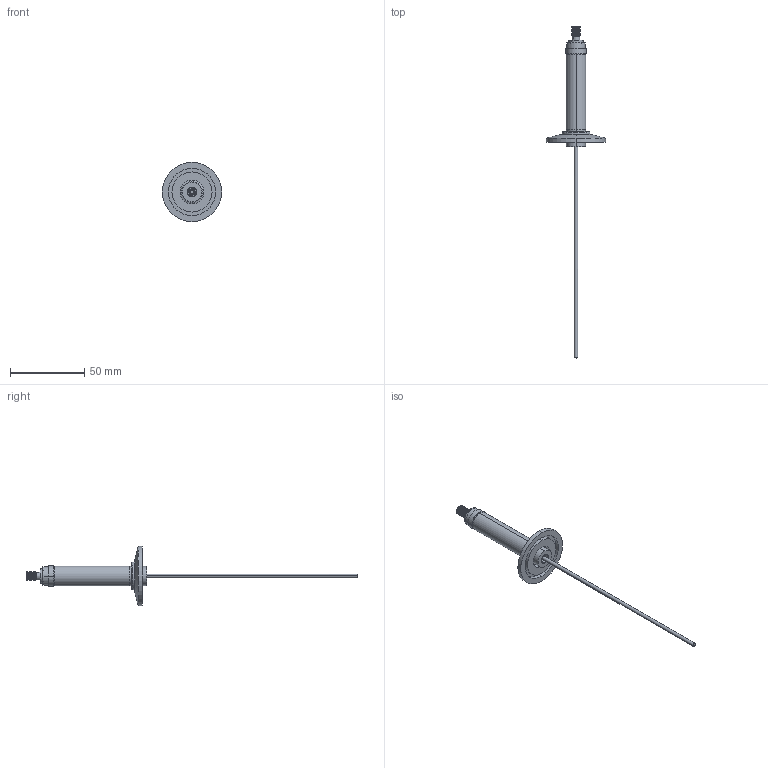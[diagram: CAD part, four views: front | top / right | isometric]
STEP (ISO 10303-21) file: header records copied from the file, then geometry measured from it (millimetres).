
FILE_DESCRIPTION (( 'STEP AP203' ), '1' );
FILE_NAME ('A0532-3-QF.STEP', '2013-06-11T11:37:30', ( '' ), ( '' ), 'SwSTEP 2.0', 'SolidWorks 2012', '' );
FILE_SCHEMA (( 'CONFIG_CONTROL_DESIGN' ));
Length unit declared in the file: inch
Products named in the file (1): A0532-3-QF
Bounding box: 39.88 x 223.9 x 39.88 mm (x, y, z)
Volume: 12047.9 mm3; surface area: 10568.5 mm2
Topology: 1 solids, 1 shells, 122 faces, 250 edges, 148 vertices
Faces by surface type: cone 46, cylinder 44, plane 20, torus 12
Entity records: 3305 total; most frequent: DIRECTION 656, CARTESIAN_POINT 521, ORIENTED_EDGE 500, AXIS2_PLACEMENT_3D 283, EDGE_CURVE 250, CIRCLE 160, VERTEX_POINT 148, EDGE_LOOP 140
